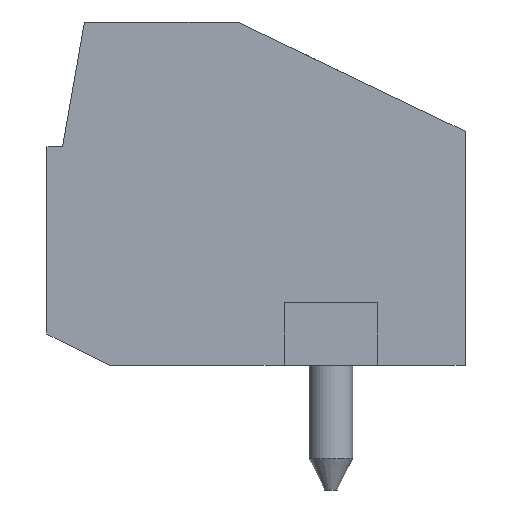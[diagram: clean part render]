
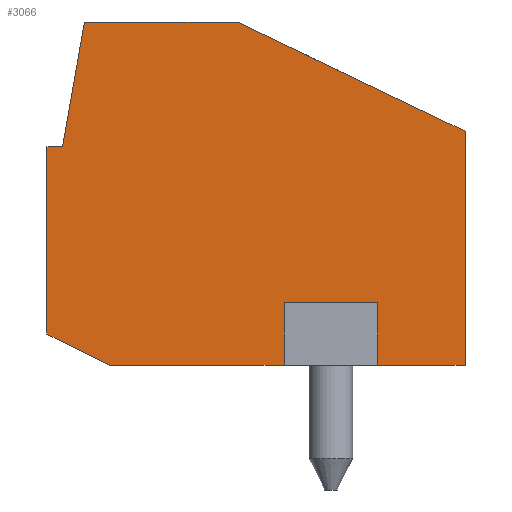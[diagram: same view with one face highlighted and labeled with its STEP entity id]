
A CAD part, left-side view. The second image highlights one B-rep face of the part: STEP entity #3066.
In plain terms, the highlighted planar face has unit normal (-1, 0, 0).
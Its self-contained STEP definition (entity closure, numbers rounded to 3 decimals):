
#2976 = VERTEX_POINT('',#2977);
#2977 = CARTESIAN_POINT('',(-2.5,1.5,2.));
#2983 = EDGE_CURVE('',#2984,#2976,#2986,.T.);
#2984 = VERTEX_POINT('',#2985);
#2985 = CARTESIAN_POINT('',(-2.5,0.,2.));
#2986 = LINE('',#2987,#2988);
#2987 = CARTESIAN_POINT('',(-2.5,0.,2.));
#2988 = VECTOR('',#2989,1.);
#2989 = DIRECTION('',(0.,1.,0.));
#3048 = VERTEX_POINT('',#3049);
#3049 = CARTESIAN_POINT('',(-2.5,-1.5,2.));
#3055 = EDGE_CURVE('',#2984,#3048,#3056,.T.);
#3056 = LINE('',#3057,#3058);
#3057 = CARTESIAN_POINT('',(-2.5,0.,2.));
#3058 = VECTOR('',#3059,1.);
#3059 = DIRECTION('',(0.,-1.,0.));
#3066 = ADVANCED_FACE('',(#3067),#3157,.F.);
#3067 = FACE_BOUND('',#3068,.F.);
#3068 = EDGE_LOOP('',(#3069,#3070,#3078,#3086,#3094,#3102,#3110,#3118,
    #3126,#3134,#3142,#3150,#3156));
#3069 = ORIENTED_EDGE('',*,*,#2983,.T.);
#3070 = ORIENTED_EDGE('',*,*,#3071,.T.);
#3071 = EDGE_CURVE('',#2976,#3072,#3074,.T.);
#3072 = VERTEX_POINT('',#3073);
#3073 = CARTESIAN_POINT('',(-2.5,1.5,0.));
#3074 = LINE('',#3075,#3076);
#3075 = CARTESIAN_POINT('',(-2.5,1.5,2.));
#3076 = VECTOR('',#3077,1.);
#3077 = DIRECTION('',(0.,0.,-1.));
#3078 = ORIENTED_EDGE('',*,*,#3079,.T.);
#3079 = EDGE_CURVE('',#3072,#3080,#3082,.T.);
#3080 = VERTEX_POINT('',#3081);
#3081 = CARTESIAN_POINT('',(-2.5,7.1,0.));
#3082 = LINE('',#3083,#3084);
#3083 = CARTESIAN_POINT('',(-2.5,1.5,0.));
#3084 = VECTOR('',#3085,1.);
#3085 = DIRECTION('',(0.,1.,0.));
#3086 = ORIENTED_EDGE('',*,*,#3087,.T.);
#3087 = EDGE_CURVE('',#3080,#3088,#3090,.T.);
#3088 = VERTEX_POINT('',#3089);
#3089 = CARTESIAN_POINT('',(-2.5,9.1,1.));
#3090 = LINE('',#3091,#3092);
#3091 = CARTESIAN_POINT('',(-2.5,7.1,0.));
#3092 = VECTOR('',#3093,1.);
#3093 = DIRECTION('',(0.,0.894,0.447));
#3094 = ORIENTED_EDGE('',*,*,#3095,.T.);
#3095 = EDGE_CURVE('',#3088,#3096,#3098,.T.);
#3096 = VERTEX_POINT('',#3097);
#3097 = CARTESIAN_POINT('',(-2.5,9.1,7.));
#3098 = LINE('',#3099,#3100);
#3099 = CARTESIAN_POINT('',(-2.5,9.1,1.));
#3100 = VECTOR('',#3101,1.);
#3101 = DIRECTION('',(0.,0.,1.));
#3102 = ORIENTED_EDGE('',*,*,#3103,.T.);
#3103 = EDGE_CURVE('',#3096,#3104,#3106,.T.);
#3104 = VERTEX_POINT('',#3105);
#3105 = CARTESIAN_POINT('',(-2.5,8.6,7.));
#3106 = LINE('',#3107,#3108);
#3107 = CARTESIAN_POINT('',(-2.5,9.1,7.));
#3108 = VECTOR('',#3109,1.);
#3109 = DIRECTION('',(0.,-1.,0.));
#3110 = ORIENTED_EDGE('',*,*,#3111,.T.);
#3111 = EDGE_CURVE('',#3104,#3112,#3114,.T.);
#3112 = VERTEX_POINT('',#3113);
#3113 = CARTESIAN_POINT('',(-2.5,7.9,11.));
#3114 = LINE('',#3115,#3116);
#3115 = CARTESIAN_POINT('',(-2.5,8.6,7.));
#3116 = VECTOR('',#3117,1.);
#3117 = DIRECTION('',(0.,-0.172,0.985));
#3118 = ORIENTED_EDGE('',*,*,#3119,.T.);
#3119 = EDGE_CURVE('',#3112,#3120,#3122,.T.);
#3120 = VERTEX_POINT('',#3121);
#3121 = CARTESIAN_POINT('',(-2.5,3.,11.));
#3122 = LINE('',#3123,#3124);
#3123 = CARTESIAN_POINT('',(-2.5,7.9,11.));
#3124 = VECTOR('',#3125,1.);
#3125 = DIRECTION('',(0.,-1.,0.));
#3126 = ORIENTED_EDGE('',*,*,#3127,.T.);
#3127 = EDGE_CURVE('',#3120,#3128,#3130,.T.);
#3128 = VERTEX_POINT('',#3129);
#3129 = CARTESIAN_POINT('',(-2.5,-4.3,7.5));
#3130 = LINE('',#3131,#3132);
#3131 = CARTESIAN_POINT('',(-2.5,3.,11.));
#3132 = VECTOR('',#3133,1.);
#3133 = DIRECTION('',(0.,-0.902,-0.432));
#3134 = ORIENTED_EDGE('',*,*,#3135,.T.);
#3135 = EDGE_CURVE('',#3128,#3136,#3138,.T.);
#3136 = VERTEX_POINT('',#3137);
#3137 = CARTESIAN_POINT('',(-2.5,-4.3,0.));
#3138 = LINE('',#3139,#3140);
#3139 = CARTESIAN_POINT('',(-2.5,-4.3,7.5));
#3140 = VECTOR('',#3141,1.);
#3141 = DIRECTION('',(0.,0.,-1.));
#3142 = ORIENTED_EDGE('',*,*,#3143,.T.);
#3143 = EDGE_CURVE('',#3136,#3144,#3146,.T.);
#3144 = VERTEX_POINT('',#3145);
#3145 = CARTESIAN_POINT('',(-2.5,-1.5,0.));
#3146 = LINE('',#3147,#3148);
#3147 = CARTESIAN_POINT('',(-2.5,-4.3,0.));
#3148 = VECTOR('',#3149,1.);
#3149 = DIRECTION('',(0.,1.,0.));
#3150 = ORIENTED_EDGE('',*,*,#3151,.F.);
#3151 = EDGE_CURVE('',#3048,#3144,#3152,.T.);
#3152 = LINE('',#3153,#3154);
#3153 = CARTESIAN_POINT('',(-2.5,-1.5,2.));
#3154 = VECTOR('',#3155,1.);
#3155 = DIRECTION('',(0.,0.,-1.));
#3156 = ORIENTED_EDGE('',*,*,#3055,.F.);
#3157 = PLANE('',#3158);
#3158 = AXIS2_PLACEMENT_3D('',#3159,#3160,#3161);
#3159 = CARTESIAN_POINT('',(-2.5,2.378,4.766));
#3160 = DIRECTION('',(1.,0.,0.));
#3161 = DIRECTION('',(0.,0.,1.));
